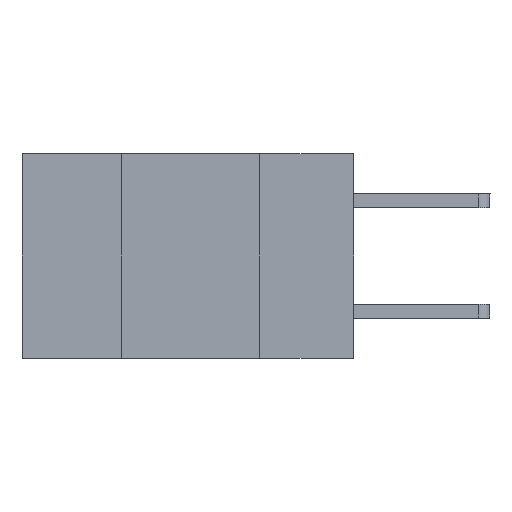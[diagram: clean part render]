
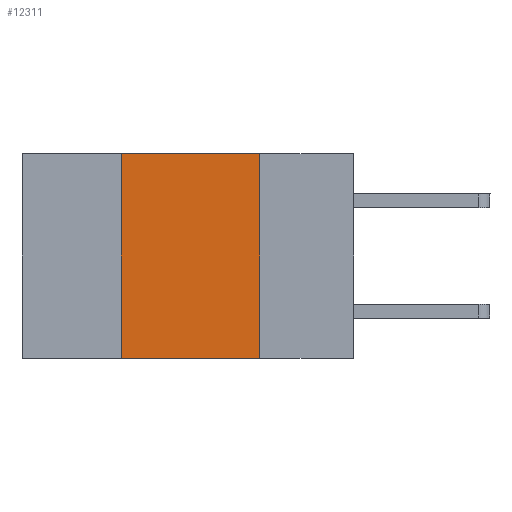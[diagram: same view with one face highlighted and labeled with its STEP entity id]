
A CAD part, left-side view. The second image highlights one B-rep face of the part: STEP entity #12311.
In plain terms, the highlighted planar face has unit normal (-1, 0, 0).
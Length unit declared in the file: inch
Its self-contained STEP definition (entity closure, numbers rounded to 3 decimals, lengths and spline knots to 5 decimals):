
#398 = AXIS2_PLACEMENT_3D ( 'NONE', #10026, #11083, #4844 ) ;
#1290 = CARTESIAN_POINT ( 'NONE',  ( 0., 0.17, 0. ) ) ;
#1321 = VECTOR ( 'NONE', #9952, 39.37008 ) ;
#1446 = VERTEX_POINT ( 'NONE', #2110 ) ;
#1468 = VECTOR ( 'NONE', #11655, 39.37008 ) ;
#2079 = ORIENTED_EDGE ( 'NONE', *, *, #5287, .T. ) ;
#2110 = CARTESIAN_POINT ( 'NONE',  ( 0., 0.17, 0. ) ) ;
#2614 = ORIENTED_EDGE ( 'NONE', *, *, #12790, .F. ) ;
#2771 = PLANE ( 'NONE',  #398 ) ;
#3570 = EDGE_LOOP ( 'NONE', ( #12754, #9043, #2614, #2079 ) ) ;
#3883 = VECTOR ( 'NONE', #5564, 39.37008 ) ;
#3933 = VECTOR ( 'NONE', #5805, 39.37008 ) ;
#4090 = CARTESIAN_POINT ( 'NONE',  ( 0., 0.17, -0.37 ) ) ;
#4262 = LINE ( 'NONE', #6809, #3933 ) ;
#4844 = DIRECTION ( 'NONE',  ( 0., 0., -1. ) ) ;
#5287 = EDGE_CURVE ( 'NONE', #12545, #12008, #4262, .T. ) ;
#5564 = DIRECTION ( 'NONE',  ( 0., -1., 0. ) ) ;
#5805 = DIRECTION ( 'NONE',  ( 0., -1., 0. ) ) ;
#6364 = LINE ( 'NONE', #11819, #3883 ) ;
#6679 = EDGE_CURVE ( 'NONE', #1446, #12008, #9808, .T. ) ;
#6809 = CARTESIAN_POINT ( 'NONE',  ( 0., 0.6, -0.37 ) ) ;
#7000 = CARTESIAN_POINT ( 'NONE',  ( 0., 0.42, 0. ) ) ;
#7258 = EDGE_CURVE ( 'NONE', #12836, #1446, #6364, .T. ) ;
#9043 = ORIENTED_EDGE ( 'NONE', *, *, #7258, .F. ) ;
#9808 = LINE ( 'NONE', #1290, #1468 ) ;
#9952 = DIRECTION ( 'NONE',  ( 0., 0., 1. ) ) ;
#10026 = CARTESIAN_POINT ( 'NONE',  ( 0., 0.6, 0. ) ) ;
#10369 = CARTESIAN_POINT ( 'NONE',  ( 0., 0.42, -0.37 ) ) ;
#10964 = LINE ( 'NONE', #11094, #1321 ) ;
#10980 = FACE_OUTER_BOUND ( 'NONE', #3570, .T. ) ;
#11083 = DIRECTION ( 'NONE',  ( 1., 0., 0. ) ) ;
#11094 = CARTESIAN_POINT ( 'NONE',  ( 0., 0.42, 0. ) ) ;
#11655 = DIRECTION ( 'NONE',  ( 0., 0., -1. ) ) ;
#11819 = CARTESIAN_POINT ( 'NONE',  ( 0., 0.6, 0. ) ) ;
#12008 = VERTEX_POINT ( 'NONE', #4090 ) ;
#12311 = ADVANCED_FACE ( 'NONE', ( #10980 ), #2771, .F. ) ;
#12545 = VERTEX_POINT ( 'NONE', #10369 ) ;
#12754 = ORIENTED_EDGE ( 'NONE', *, *, #6679, .F. ) ;
#12790 = EDGE_CURVE ( 'NONE', #12545, #12836, #10964, .T. ) ;
#12836 = VERTEX_POINT ( 'NONE', #7000 ) ;
